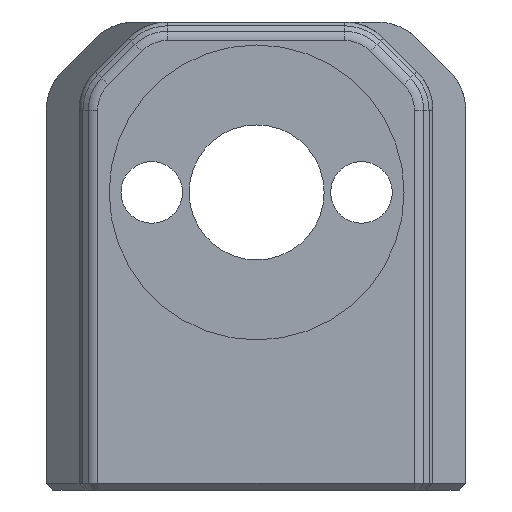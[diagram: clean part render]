
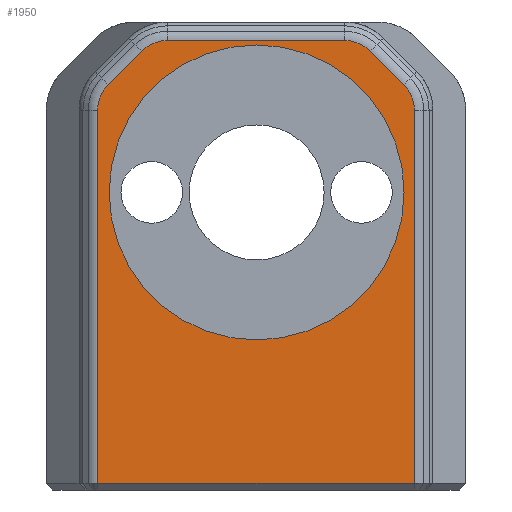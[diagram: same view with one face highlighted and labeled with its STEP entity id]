
A CAD part, front view. The second image highlights one B-rep face of the part: STEP entity #1950.
In plain terms, the highlighted planar face has unit normal (0, -1, 0).
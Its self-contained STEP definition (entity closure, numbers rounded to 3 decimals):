
#167=LINE('',#3177,#334);
#168=LINE('',#3185,#335);
#169=LINE('',#3193,#336);
#201=LINE('',#3342,#368);
#202=LINE('',#3345,#369);
#203=LINE('',#3346,#370);
#334=VECTOR('',#2522,10.);
#335=VECTOR('',#2533,10.);
#336=VECTOR('',#2544,10.);
#368=VECTOR('',#2726,10.);
#369=VECTOR('',#2729,10.);
#370=VECTOR('',#2730,10.);
#449=FACE_BOUND('',#664,.T.);
#528=FACE_OUTER_BOUND('',#663,.T.);
#663=EDGE_LOOP('',(#1598,#1599,#1600,#1601,#1602,#1603,#1604,#1605,#1606,
#1607));
#664=EDGE_LOOP('',(#1608));
#759=CIRCLE('',#2093,11.25);
#762=CIRCLE('',#2097,2.786);
#765=CIRCLE('',#2102,2.786);
#768=CIRCLE('',#2107,2.786);
#772=CIRCLE('',#2113,2.786);
#913=VERTEX_POINT('',#3165);
#914=VERTEX_POINT('',#3169);
#915=VERTEX_POINT('',#3171);
#916=VERTEX_POINT('',#3175);
#917=VERTEX_POINT('',#3179);
#918=VERTEX_POINT('',#3183);
#919=VERTEX_POINT('',#3187);
#920=VERTEX_POINT('',#3191);
#921=VERTEX_POINT('',#3195);
#962=VERTEX_POINT('',#3340);
#963=VERTEX_POINT('',#3344);
#1109=EDGE_CURVE('',#913,#913,#759,.T.);
#1112=EDGE_CURVE('',#915,#914,#762,.T.);
#1114=EDGE_CURVE('',#914,#916,#167,.T.);
#1116=EDGE_CURVE('',#916,#917,#765,.T.);
#1118=EDGE_CURVE('',#917,#918,#168,.T.);
#1120=EDGE_CURVE('',#918,#919,#768,.T.);
#1122=EDGE_CURVE('',#919,#920,#169,.T.);
#1125=EDGE_CURVE('',#920,#921,#772,.T.);
#1197=EDGE_CURVE('',#962,#915,#201,.T.);
#1198=EDGE_CURVE('',#963,#962,#202,.T.);
#1199=EDGE_CURVE('',#921,#963,#203,.T.);
#1598=ORIENTED_EDGE('',*,*,#1198,.F.);
#1599=ORIENTED_EDGE('',*,*,#1199,.F.);
#1600=ORIENTED_EDGE('',*,*,#1125,.F.);
#1601=ORIENTED_EDGE('',*,*,#1122,.F.);
#1602=ORIENTED_EDGE('',*,*,#1120,.F.);
#1603=ORIENTED_EDGE('',*,*,#1118,.F.);
#1604=ORIENTED_EDGE('',*,*,#1116,.F.);
#1605=ORIENTED_EDGE('',*,*,#1114,.F.);
#1606=ORIENTED_EDGE('',*,*,#1112,.F.);
#1607=ORIENTED_EDGE('',*,*,#1197,.F.);
#1608=ORIENTED_EDGE('',*,*,#1109,.F.);
#1846=PLANE('',#2185);
#1950=ADVANCED_FACE('',(#528,#449),#1846,.F.);
#2093=AXIS2_PLACEMENT_3D('',#3167,#2508,#2509);
#2097=AXIS2_PLACEMENT_3D('',#3173,#2516,#2517);
#2102=AXIS2_PLACEMENT_3D('',#3181,#2527,#2528);
#2107=AXIS2_PLACEMENT_3D('',#3189,#2538,#2539);
#2113=AXIS2_PLACEMENT_3D('',#3199,#2551,#2552);
#2185=AXIS2_PLACEMENT_3D('',#3343,#2727,#2728);
#2508=DIRECTION('center_axis',(0.,-1.,0.));
#2509=DIRECTION('ref_axis',(-1.,0.,0.));
#2516=DIRECTION('center_axis',(0.,1.,0.));
#2517=DIRECTION('ref_axis',(-0.924,0.,0.383));
#2522=DIRECTION('',(0.707,0.,0.707));
#2527=DIRECTION('center_axis',(0.,1.,0.));
#2528=DIRECTION('ref_axis',(-0.383,0.,0.924));
#2533=DIRECTION('',(1.,0.,0.));
#2538=DIRECTION('center_axis',(0.,1.,0.));
#2539=DIRECTION('ref_axis',(0.383,0.,0.924));
#2544=DIRECTION('',(0.707,0.,-0.707));
#2551=DIRECTION('center_axis',(0.,1.,0.));
#2552=DIRECTION('ref_axis',(0.924,0.,0.383));
#2726=DIRECTION('',(0.,0.,1.));
#2727=DIRECTION('center_axis',(0.,1.,0.));
#2728=DIRECTION('ref_axis',(0.,0.,
-1.));
#2729=DIRECTION('',(-1.,0.,0.));
#2730=DIRECTION('',(0.,0.,-1.));
#3165=CARTESIAN_POINT('',(11.683,-91.681,7.7));
#3167=CARTESIAN_POINT('Origin',(0.433,-91.681,7.7));
#3169=CARTESIAN_POINT('',(-10.883,-91.681,15.93));
#3171=CARTESIAN_POINT('',(-11.699,-91.681,13.96));
#3173=CARTESIAN_POINT('Origin',(-8.913,-91.681,13.96));
#3175=CARTESIAN_POINT('',(-8.343,-91.681,18.47));
#3177=CARTESIAN_POINT('',(-11.245,-91.681,15.569));
#3179=CARTESIAN_POINT('',(-6.374,-91.681,19.286));
#3181=CARTESIAN_POINT('Origin',(-6.374,-91.681,16.5));
#3183=CARTESIAN_POINT('',(7.147,-91.681,19.286));
#3185=CARTESIAN_POINT('',(-2.988,-91.681,19.286));
#3187=CARTESIAN_POINT('',(9.117,-91.681,18.47));
#3189=CARTESIAN_POINT('Origin',(7.147,-91.681,16.5));
#3191=CARTESIAN_POINT('',(11.657,-91.681,15.93));
#3193=CARTESIAN_POINT('',(12.018,-91.681,15.569));
#3195=CARTESIAN_POINT('',(12.472,-91.681,13.96));
#3199=CARTESIAN_POINT('Origin',(9.687,-91.681,13.96));
#3340=CARTESIAN_POINT('',(-11.699,-91.681,-14.5));
#3342=CARTESIAN_POINT('',(-11.699,-91.681,-1.613));
#3343=CARTESIAN_POINT('Origin',(0.387,-91.681,2.85));
#3344=CARTESIAN_POINT('',(12.472,-91.681,-14.5));
#3345=CARTESIAN_POINT('',(0.193,-91.681,-14.5));
#3346=CARTESIAN_POINT('',(12.472,-91.681,1.137));
